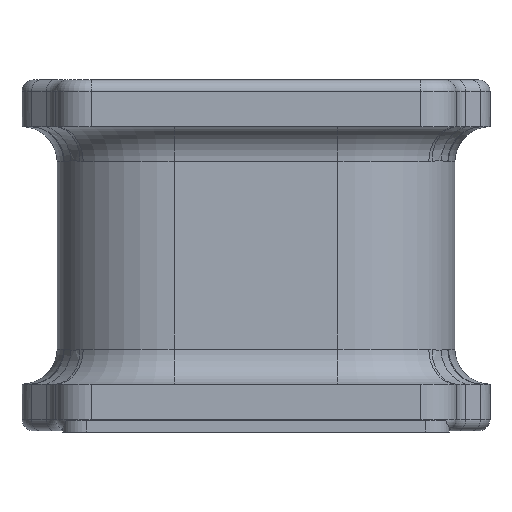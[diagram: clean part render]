
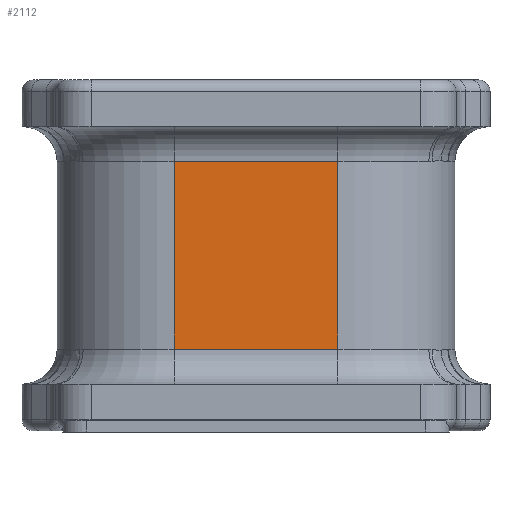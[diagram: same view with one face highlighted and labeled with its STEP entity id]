
A CAD part, front view. The second image highlights one B-rep face of the part: STEP entity #2112.
In plain terms, the highlighted planar face has unit normal (0, -1, 0).
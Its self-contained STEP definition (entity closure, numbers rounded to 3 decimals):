
#387 = VERTEX_POINT ( 'NONE', #17939 ) ;
#565 = CARTESIAN_POINT ( 'NONE',  ( -0.7, -1.7, 2.3 ) ) ;
#1783 = ORIENTED_EDGE ( 'NONE', *, *, #6473, .T. ) ;
#1845 = ORIENTED_EDGE ( 'NONE', *, *, #21799, .T. ) ;
#2112 = ADVANCED_FACE ( 'NONE', ( #8957 ), #12858, .F. ) ;
#4296 = ORIENTED_EDGE ( 'NONE', *, *, #16619, .T. ) ;
#5983 = EDGE_CURVE ( 'NONE', #387, #15919, #13538, .T. ) ;
#6473 = EDGE_CURVE ( 'NONE', #25249, #19351, #27579, .T. ) ;
#7387 = LINE ( 'NONE', #565, #27525 ) ;
#8957 = FACE_OUTER_BOUND ( 'NONE', #21334, .T. ) ;
#9312 = CARTESIAN_POINT ( 'NONE',  ( 0.7, -1.7, 2.6 ) ) ;
#10857 = VECTOR ( 'NONE', #17612, 1000. ) ;
#12858 = PLANE ( 'NONE',  #27964 ) ;
#13264 = CARTESIAN_POINT ( 'NONE',  ( 0.7, -1.7, 0.7 ) ) ;
#13394 = CARTESIAN_POINT ( 'NONE',  ( -0.7, -1.7, 2.6 ) ) ;
#13538 = LINE ( 'NONE', #13394, #10857 ) ;
#13791 = DIRECTION ( 'NONE',  ( 0., 0., 1. ) ) ;
#14759 = LINE ( 'NONE', #27803, #22439 ) ;
#15800 = DIRECTION ( 'NONE',  ( -1., 0., 0. ) ) ;
#15919 = VERTEX_POINT ( 'NONE', #17924 ) ;
#16619 = EDGE_CURVE ( 'NONE', #19351, #387, #7387, .T. ) ;
#17612 = DIRECTION ( 'NONE',  ( 0., 0., -1. ) ) ;
#17924 = CARTESIAN_POINT ( 'NONE',  ( -0.7, -1.7, 0.7 ) ) ;
#17939 = CARTESIAN_POINT ( 'NONE',  ( -0.7, -1.7, 2.3 ) ) ;
#19351 = VERTEX_POINT ( 'NONE', #25022 ) ;
#19970 = DIRECTION ( 'NONE',  ( 0., 1., 0. ) ) ;
#20634 = VECTOR ( 'NONE', #13791, 1000. ) ;
#21334 = EDGE_LOOP ( 'NONE', ( #1783, #4296, #27095, #1845 ) ) ;
#21799 = EDGE_CURVE ( 'NONE', #15919, #25249, #14759, .T. ) ;
#22439 = VECTOR ( 'NONE', #25898, 1000. ) ;
#24032 = CARTESIAN_POINT ( 'NONE',  ( -1.7, -1.7, 2.6 ) ) ;
#25022 = CARTESIAN_POINT ( 'NONE',  ( 0.7, -1.7, 2.3 ) ) ;
#25249 = VERTEX_POINT ( 'NONE', #13264 ) ;
#25898 = DIRECTION ( 'NONE',  ( 1., 0., 0. ) ) ;
#26632 = DIRECTION ( 'NONE',  ( 0., 0., 1. ) ) ;
#27095 = ORIENTED_EDGE ( 'NONE', *, *, #5983, .T. ) ;
#27525 = VECTOR ( 'NONE', #15800, 1000. ) ;
#27579 = LINE ( 'NONE', #9312, #20634 ) ;
#27803 = CARTESIAN_POINT ( 'NONE',  ( -1.7, -1.7, 0.7 ) ) ;
#27964 = AXIS2_PLACEMENT_3D ( 'NONE', #24032, #19970, #26632 ) ;
